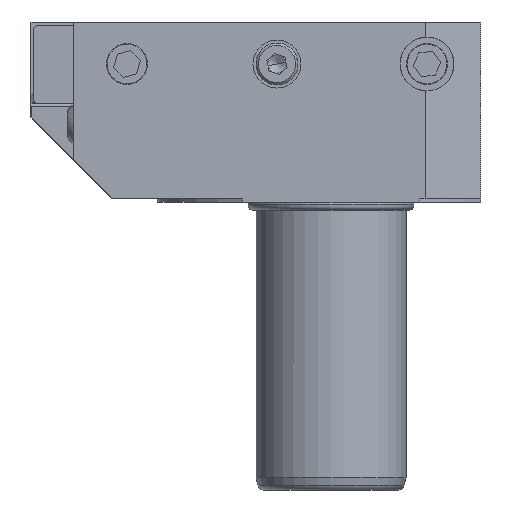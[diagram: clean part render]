
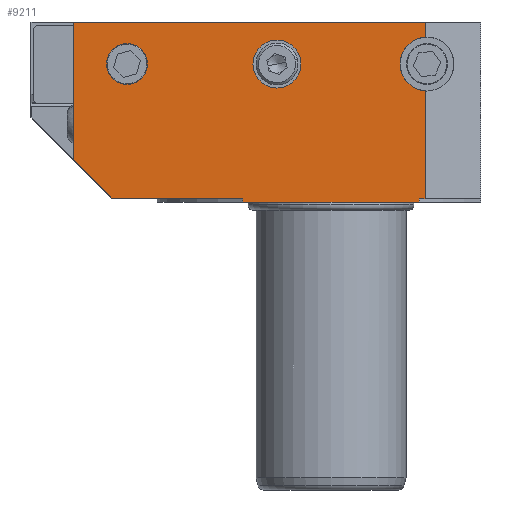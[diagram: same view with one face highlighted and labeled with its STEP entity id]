
A CAD part, front view. The second image highlights one B-rep face of the part: STEP entity #9211.
In plain terms, the highlighted planar face has unit normal (0, -1, 0).
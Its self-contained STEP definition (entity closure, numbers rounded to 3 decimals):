
#8 = ORIENTED_EDGE ( 'NONE', *, *, #2204, .F. ) ;
#18 = DIRECTION ( 'NONE',  ( -1., 0., 0. ) ) ;
#296 = DIRECTION ( 'NONE',  ( 0., 0., -1. ) ) ;
#442 = VERTEX_POINT ( 'NONE', #7591 ) ;
#600 = PLANE ( 'NONE',  #8896 ) ;
#619 = VERTEX_POINT ( 'NONE', #989 ) ;
#639 = VERTEX_POINT ( 'NONE', #8091 ) ;
#772 = DIRECTION ( 'NONE',  ( 0., 0., 1. ) ) ;
#804 = ORIENTED_EDGE ( 'NONE', *, *, #4276, .F. ) ;
#855 = VECTOR ( 'NONE', #9701, 1000. ) ;
#899 = CARTESIAN_POINT ( 'NONE',  ( 38.073, -30.798, 16.69 ) ) ;
#979 = EDGE_CURVE ( 'NONE', #5542, #639, #1549, .T. ) ;
#989 = CARTESIAN_POINT ( 'NONE',  ( -19.624, -30.798, 46.19 ) ) ;
#1015 = CARTESIAN_POINT ( 'NONE',  ( -13.124, -30.798, 16.69 ) ) ;
#1138 = EDGE_CURVE ( 'NONE', #7460, #8975, #4858, .T. ) ;
#1159 = VECTOR ( 'NONE', #5256, 1000. ) ;
#1549 = LINE ( 'NONE', #1015, #5083 ) ;
#1655 = DIRECTION ( 'NONE',  ( 0., 1., 0. ) ) ;
#1699 = FACE_OUTER_BOUND ( 'NONE', #8316, .T. ) ;
#1765 = LINE ( 'NONE', #8783, #9561 ) ;
#1791 = DIRECTION ( 'NONE',  ( 0., 0., 1. ) ) ;
#1909 = EDGE_CURVE ( 'NONE', #7916, #2809, #3912, .T. ) ;
#1940 = DIRECTION ( 'NONE',  ( 0., -1., 0. ) ) ;
#1981 = VECTOR ( 'NONE', #3265, 1000. ) ;
#1997 = CIRCLE ( 'NONE', #6435, 4. ) ;
#2097 = CARTESIAN_POINT ( 'NONE',  ( 39.046, -30.798, 46.19 ) ) ;
#2128 = CARTESIAN_POINT ( 'NONE',  ( 39.046, -30.798, 16.69 ) ) ;
#2204 = EDGE_CURVE ( 'NONE', #3348, #442, #8395, .T. ) ;
#2333 = CIRCLE ( 'NONE', #9298, 4. ) ;
#2340 = EDGE_CURVE ( 'NONE', #442, #639, #1765, .T. ) ;
#2358 = VECTOR ( 'NONE', #4943, 1000. ) ;
#2409 = CARTESIAN_POINT ( 'NONE',  ( -10.624, -30.798, 42.59 ) ) ;
#2435 = ORIENTED_EDGE ( 'NONE', *, *, #6606, .T. ) ;
#2515 = VERTEX_POINT ( 'NONE', #2097 ) ;
#2670 = EDGE_CURVE ( 'NONE', #8975, #3348, #3902, .T. ) ;
#2809 = VERTEX_POINT ( 'NONE', #4791 ) ;
#2851 = EDGE_CURVE ( 'NONE', #4283, #4308, #1997, .T. ) ;
#2968 = DIRECTION ( 'NONE',  ( 0., 1., 0. ) ) ;
#3105 = DIRECTION ( 'NONE',  ( 1., 0., 0. ) ) ;
#3159 = CARTESIAN_POINT ( 'NONE',  ( -19.624, -30.798, -31.81 ) ) ;
#3265 = DIRECTION ( 'NONE',  ( 0., 0., 1. ) ) ;
#3345 = EDGE_LOOP ( 'NONE', ( #6255, #4370 ) ) ;
#3348 = VERTEX_POINT ( 'NONE', #9189 ) ;
#3353 = ORIENTED_EDGE ( 'NONE', *, *, #3982, .F. ) ;
#3367 = EDGE_LOOP ( 'NONE', ( #5224, #4364 ) ) ;
#3540 = CARTESIAN_POINT ( 'NONE',  ( 38.073, -30.798, 16.69 ) ) ;
#3617 = FACE_BOUND ( 'NONE', #3345, .T. ) ;
#3838 = ORIENTED_EDGE ( 'NONE', *, *, #4941, .F. ) ;
#3859 = CARTESIAN_POINT ( 'NONE',  ( 39.376, -30.798, 39.19 ) ) ;
#3873 = LINE ( 'NONE', #6658, #1159 ) ;
#3902 = LINE ( 'NONE', #9048, #9665 ) ;
#3912 = LINE ( 'NONE', #4281, #6023 ) ;
#3982 = EDGE_CURVE ( 'NONE', #5542, #619, #4936, .T. ) ;
#4276 = EDGE_CURVE ( 'NONE', #7916, #7460, #3873, .T. ) ;
#4281 = CARTESIAN_POINT ( 'NONE',  ( 39.046, -30.798, -31.81 ) ) ;
#4283 = VERTEX_POINT ( 'NONE', #5156 ) ;
#4308 = VERTEX_POINT ( 'NONE', #9041 ) ;
#4323 = DIRECTION ( 'NONE',  ( -1., 0., 0. ) ) ;
#4364 = ORIENTED_EDGE ( 'NONE', *, *, #2851, .T. ) ;
#4370 = ORIENTED_EDGE ( 'NONE', *, *, #6846, .F. ) ;
#4621 = LINE ( 'NONE', #8171, #855 ) ;
#4791 = CARTESIAN_POINT ( 'NONE',  ( 39.046, -30.798, 34.702 ) ) ;
#4808 = CARTESIAN_POINT ( 'NONE',  ( 38.073, -30.798, 16.19 ) ) ;
#4854 = DIRECTION ( 'NONE',  ( 0., 0., -1. ) ) ;
#4858 = LINE ( 'NONE', #3540, #9328 ) ;
#4910 = CARTESIAN_POINT ( 'NONE',  ( 8.679, -30.798, 16.69 ) ) ;
#4936 = LINE ( 'NONE', #3159, #1981 ) ;
#4941 = EDGE_CURVE ( 'NONE', #619, #2515, #9039, .T. ) ;
#4943 = DIRECTION ( 'NONE',  ( 0., 0., 1. ) ) ;
#5038 = CARTESIAN_POINT ( 'NONE',  ( 39.046, -30.798, 43.678 ) ) ;
#5083 = VECTOR ( 'NONE', #5459, 1000. ) ;
#5136 = DIRECTION ( 'NONE',  ( 0., 1., 0. ) ) ;
#5156 = CARTESIAN_POINT ( 'NONE',  ( 14.376, -30.798, 43.19 ) ) ;
#5224 = ORIENTED_EDGE ( 'NONE', *, *, #8585, .T. ) ;
#5256 = DIRECTION ( 'NONE',  ( -1., 0., 0. ) ) ;
#5333 = CIRCLE ( 'NONE', #6828, 4.5 ) ;
#5384 = CARTESIAN_POINT ( 'NONE',  ( -19.624, -30.798, 23.19 ) ) ;
#5459 = DIRECTION ( 'NONE',  ( 0.707, 0., -0.707 ) ) ;
#5542 = VERTEX_POINT ( 'NONE', #5384 ) ;
#5765 = ORIENTED_EDGE ( 'NONE', *, *, #1138, .F. ) ;
#5929 = ORIENTED_EDGE ( 'NONE', *, *, #6336, .T. ) ;
#6023 = VECTOR ( 'NONE', #9700, 1000. ) ;
#6038 = AXIS2_PLACEMENT_3D ( 'NONE', #6454, #1940, #296 ) ;
#6082 = DIRECTION ( 'NONE',  ( 0., 1., 0. ) ) ;
#6146 = VERTEX_POINT ( 'NONE', #5038 ) ;
#6255 = ORIENTED_EDGE ( 'NONE', *, *, #9611, .F. ) ;
#6336 = EDGE_CURVE ( 'NONE', #2809, #6146, #5333, .T. ) ;
#6363 = CARTESIAN_POINT ( 'NONE',  ( -10.624, -30.798, 39.19 ) ) ;
#6435 = AXIS2_PLACEMENT_3D ( 'NONE', #8464, #1655, #1791 ) ;
#6454 = CARTESIAN_POINT ( 'NONE',  ( -10.624, -30.798, 39.19 ) ) ;
#6606 = EDGE_CURVE ( 'NONE', #6146, #2515, #4621, .T. ) ;
#6658 = CARTESIAN_POINT ( 'NONE',  ( -26.624, -30.798, 16.69 ) ) ;
#6729 = VERTEX_POINT ( 'NONE', #7628 ) ;
#6808 = VERTEX_POINT ( 'NONE', #2409 ) ;
#6828 = AXIS2_PLACEMENT_3D ( 'NONE', #3859, #6082, #9200 ) ;
#6846 = EDGE_CURVE ( 'NONE', #6808, #6729, #8885, .T. ) ;
#7162 = DIRECTION ( 'NONE',  ( 0., -1., 0. ) ) ;
#7400 = VECTOR ( 'NONE', #3105, 1000. ) ;
#7419 = DIRECTION ( 'NONE',  ( 0., 0., 1. ) ) ;
#7460 = VERTEX_POINT ( 'NONE', #899 ) ;
#7494 = CARTESIAN_POINT ( 'NONE',  ( 14.376, -30.798, 39.19 ) ) ;
#7590 = ORIENTED_EDGE ( 'NONE', *, *, #2670, .F. ) ;
#7591 = CARTESIAN_POINT ( 'NONE',  ( 8.679, -30.798, 16.69 ) ) ;
#7628 = CARTESIAN_POINT ( 'NONE',  ( -10.624, -30.798, 35.79 ) ) ;
#7916 = VERTEX_POINT ( 'NONE', #2128 ) ;
#7987 = CIRCLE ( 'NONE', #6038, 3.4 ) ;
#8089 = FACE_BOUND ( 'NONE', #3367, .T. ) ;
#8091 = CARTESIAN_POINT ( 'NONE',  ( -13.124, -30.798, 16.69 ) ) ;
#8171 = CARTESIAN_POINT ( 'NONE',  ( 39.046, -30.798, -31.81 ) ) ;
#8316 = EDGE_LOOP ( 'NONE', ( #9491, #8433, #8, #7590, #5765, #804, #8652, #5929, #2435, #3838, #3353 ) ) ;
#8395 = LINE ( 'NONE', #4910, #2358 ) ;
#8433 = ORIENTED_EDGE ( 'NONE', *, *, #2340, .F. ) ;
#8464 = CARTESIAN_POINT ( 'NONE',  ( 14.376, -30.798, 39.19 ) ) ;
#8518 = CARTESIAN_POINT ( 'NONE',  ( -26.624, -30.798, 46.19 ) ) ;
#8548 = AXIS2_PLACEMENT_3D ( 'NONE', #6363, #7162, #4854 ) ;
#8585 = EDGE_CURVE ( 'NONE', #4308, #4283, #2333, .T. ) ;
#8652 = ORIENTED_EDGE ( 'NONE', *, *, #1909, .T. ) ;
#8783 = CARTESIAN_POINT ( 'NONE',  ( -26.624, -30.798, 16.69 ) ) ;
#8885 = CIRCLE ( 'NONE', #8548, 3.4 ) ;
#8896 = AXIS2_PLACEMENT_3D ( 'NONE', #8914, #5136, #7419 ) ;
#8914 = CARTESIAN_POINT ( 'NONE',  ( -26.624, -30.798, 46.19 ) ) ;
#8975 = VERTEX_POINT ( 'NONE', #4808 ) ;
#9039 = LINE ( 'NONE', #8518, #7400 ) ;
#9041 = CARTESIAN_POINT ( 'NONE',  ( 14.376, -30.798, 35.19 ) ) ;
#9048 = CARTESIAN_POINT ( 'NONE',  ( -26.624, -30.798, 16.19 ) ) ;
#9189 = CARTESIAN_POINT ( 'NONE',  ( 8.679, -30.798, 16.19 ) ) ;
#9200 = DIRECTION ( 'NONE',  ( 0., 0., 1. ) ) ;
#9211 = ADVANCED_FACE ( 'NONE', ( #8089, #3617, #1699 ), #600, .F. ) ;
#9298 = AXIS2_PLACEMENT_3D ( 'NONE', #7494, #2968, #772 ) ;
#9328 = VECTOR ( 'NONE', #9640, 1000. ) ;
#9491 = ORIENTED_EDGE ( 'NONE', *, *, #979, .T. ) ;
#9561 = VECTOR ( 'NONE', #4323, 1000. ) ;
#9611 = EDGE_CURVE ( 'NONE', #6729, #6808, #7987, .T. ) ;
#9640 = DIRECTION ( 'NONE',  ( 0., 0., -1. ) ) ;
#9665 = VECTOR ( 'NONE', #18, 1000. ) ;
#9700 = DIRECTION ( 'NONE',  ( 0., 0., 1. ) ) ;
#9701 = DIRECTION ( 'NONE',  ( 0., 0., 1. ) ) ;
